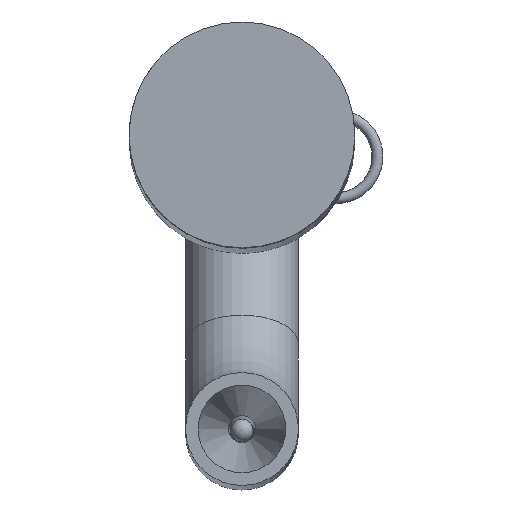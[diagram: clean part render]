
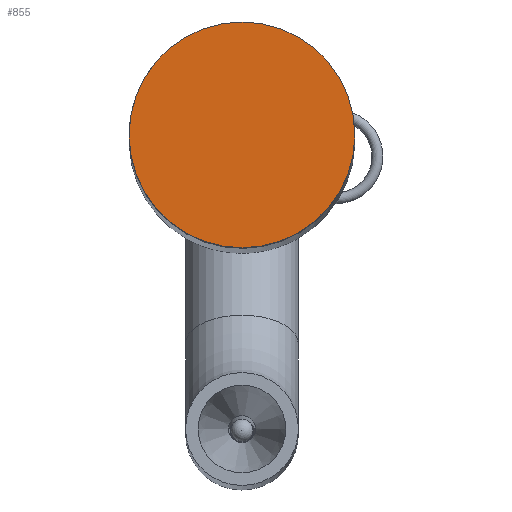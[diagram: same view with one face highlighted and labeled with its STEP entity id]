
A CAD part, top view. The second image highlights one B-rep face of the part: STEP entity #855.
In plain terms, the highlighted planar face has unit normal (0, 0, 1).
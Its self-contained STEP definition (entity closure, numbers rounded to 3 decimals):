
#165=PLANE('',#1051);
#266=CIRCLE('',#1050,5.);
#309=FACE_OUTER_BOUND('',#402,.T.);
#402=EDGE_LOOP('',(#688));
#481=VERTEX_POINT('',#4770);
#552=EDGE_CURVE('',#481,#481,#266,.T.);
#688=ORIENTED_EDGE('',*,*,#552,.T.);
#855=ADVANCED_FACE('',(#309),#165,.T.);
#1050=AXIS2_PLACEMENT_3D('',#4771,#1435,#1436);
#1051=AXIS2_PLACEMENT_3D('',#4772,#1437,#1438);
#1435=DIRECTION('center_axis',(0.,0.,1.));
#1436=DIRECTION('ref_axis',(-1.,0.,0.));
#1437=DIRECTION('center_axis',(0.,0.,1.));
#1438=DIRECTION('ref_axis',(1.,0.,0.));
#4770=CARTESIAN_POINT('',(5.,0.,155.5));
#4771=CARTESIAN_POINT('Origin',(0.,0.,155.5));
#4772=CARTESIAN_POINT('Origin',(0.,0.,
155.5));
